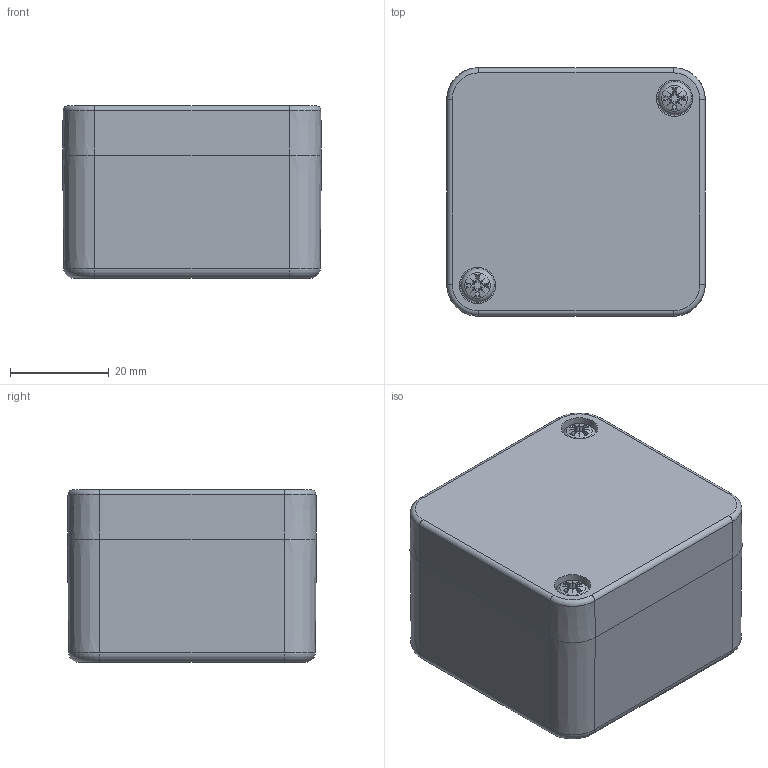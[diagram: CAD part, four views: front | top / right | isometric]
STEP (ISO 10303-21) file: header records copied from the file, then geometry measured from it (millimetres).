
FILE_DESCRIPTION((''),'2;1');
FILE_NAME('0401100100-MBT_050504_VE.stp','2015-11-09T11:08:57',('robin.rentz'),(''),'Autodesk Inventor 2012','Autodesk Inventor 2012','');
FILE_SCHEMA(('AUTOMOTIVE_DESIGN { 1 2 10303 214 0 1 1 1 }'));
Length unit declared in the file: millimetre
Products named in the file (6): 0401100100-MBT_050504_VE; 0401100102-UT_050504_VE; 0401100101-OT_050504_VE; xxx-O-Ring--OT--MBM-MBT_050504; 1990000276 Schraube BM4x24_11; 1990000007 M4 Buchsen
Assembly tree (7 placements, depth 2):
  0401100100-MBT_050504_VE
    0401100102-UT_050504_VE
    0401100101-OT_050504_VE
    xxx-O-Ring--OT--MBM-MBT_050504
    1990000276 Schraube BM4x24_11  x2
    1990000007 M4 Buchsen  x2
Bounding box: 52.5 x 50.5 x 35 mm (x, y, z)
Volume: 33120.9 mm3; surface area: 29229.7 mm2
Topology: 7 solids, 7 shells, 969 faces, 2354 edges, 1424 vertices
Faces by surface type: plane 349, cylinder 250, cone 218, torus 134, bspline 16, sphere 2
Full cylindrical faces by diameter (mm): 3.242 x2, 3.3 x2, 4 x2, 4.4 x2, 4.5 x2, 4.9 x2, 5 x2, 5.1 x2, 6.8 x2, 7 x2, 7.317 x2, 7.4 x4
Entity records: 20961 total; most frequent: CARTESIAN_POINT 4491, DIRECTION 3660, ORIENTED_EDGE 3318, EDGE_CURVE 1659, AXIS2_PLACEMENT_3D 1492, VERTEX_POINT 1019, CIRCLE 779, EDGE_LOOP 766
